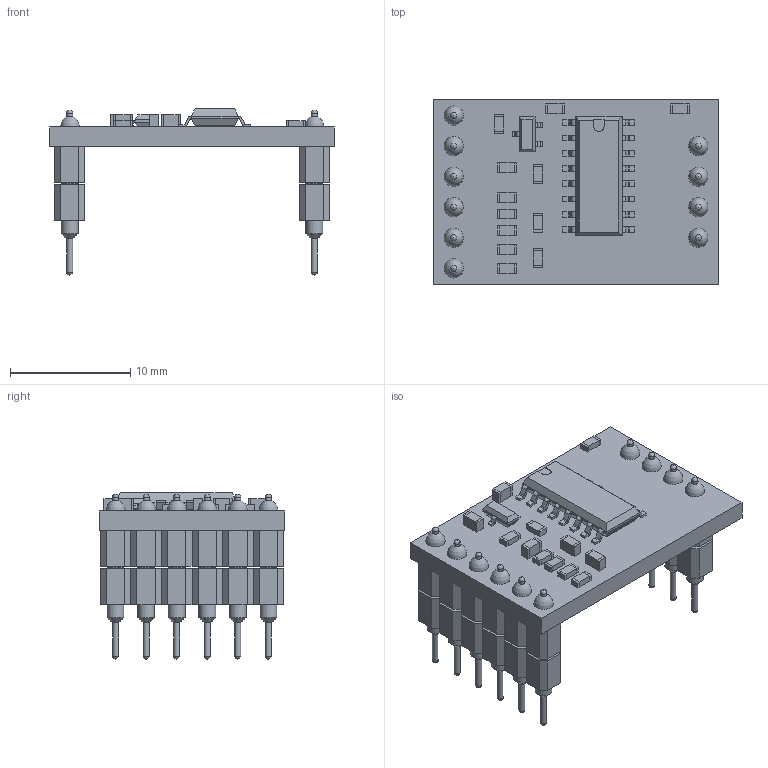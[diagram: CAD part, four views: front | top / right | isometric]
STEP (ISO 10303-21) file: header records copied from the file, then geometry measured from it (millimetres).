
FILE_DESCRIPTION(('FreeCAD Model'),'2;1');
FILE_NAME('Open CASCADE Shape Model','2022-02-12T19:54:50',('Author'),( ''),'Open CASCADE STEP processor 7.5','FreeCAD','Unknown');
FILE_SCHEMA(('AUTOMOTIVE_DESIGN { 1 0 10303 214 1 1 1 1 }'));
Length unit declared in the file: millimetre
Products named in the file (20): HX711_Module; 1x6 Male Header_001; 1x4 Male Header_001; SOP-16L_001; 1x4 Female Header_001; 1x6 Female Header_001; Body_001; 0603 Resistor_001; 0603 Capacitor_001; 0603 Capacitor_002; 0603 Capacitor_003; 0603 Capacitor_004; 0603 Capacitor_005; 0603 Resistor_002; 0603 Resistor_003; 0603 Resistor_004; 0603 Resistor_005; 0603 Resistor_006; 0603 Resistor_007; Surface Mount Transistor_001
Assembly tree (19 placements, depth 2):
  HX711_Module
    1x6 Male Header_001
    1x4 Male Header_001
    SOP-16L_001
    1x4 Female Header_001
    1x6 Female Header_001
    Body_001
    0603 Resistor_001
    0603 Capacitor_001
    0603 Capacitor_002
    0603 Capacitor_003
    0603 Capacitor_004
    0603 Capacitor_005
    0603 Resistor_002
    0603 Resistor_003
    0603 Resistor_004
    0603 Resistor_005
    0603 Resistor_006
    0603 Resistor_007
    Surface Mount Transistor_001
Bounding box: 23.6 x 15.4 x 13.8 mm (x, y, z)
Volume: 1041.4 mm3; surface area: 2785.4 mm2
Topology: 100 solids, 100 shells, 882 faces, 2020 edges, 1308 vertices
Faces by surface type: plane 625, cylinder 177, cone 40, sphere 30, revolution 10
Full cylindrical faces by diameter (mm): 0.5 x50, 0.9 x10, 1.4 x40
Entity records: 57041 total; most frequent: CARTESIAN_POINT 9562, DIRECTION 7721, LINE 4996, VECTOR 4996, ORIENTED_EDGE 3960, PCURVE 3960, DEFINITIONAL_REPRESENTATION 3960, EDGE_CURVE 1980
